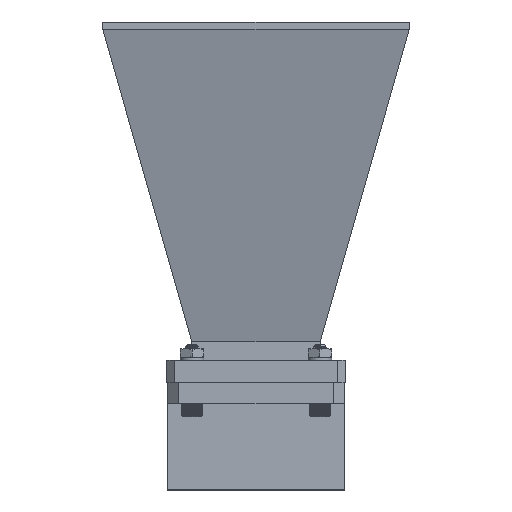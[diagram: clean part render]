
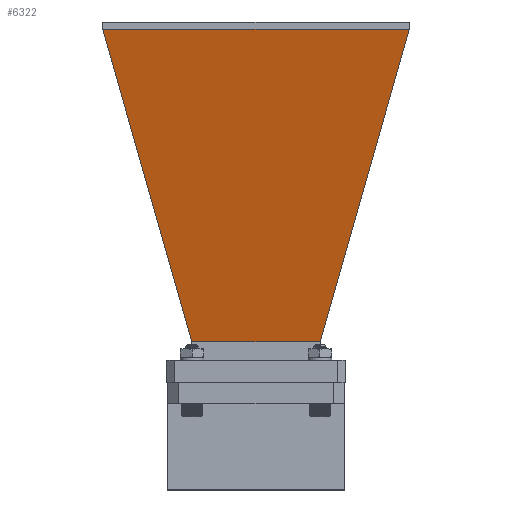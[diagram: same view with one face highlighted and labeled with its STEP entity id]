
A CAD part, front view. The second image highlights one B-rep face of the part: STEP entity #6322.
In plain terms, the highlighted face is planar.
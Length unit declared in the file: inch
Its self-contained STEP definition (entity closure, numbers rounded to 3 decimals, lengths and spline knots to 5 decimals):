
#793 = VECTOR ( 'NONE', #13529, 39.37008 ) ;
#893 = ORIENTED_EDGE ( 'NONE', *, *, #2752, .T. ) ;
#1341 = EDGE_CURVE ( 'NONE', #8728, #6005, #5891, .T. ) ;
#1633 = ORIENTED_EDGE ( 'NONE', *, *, #1341, .T. ) ;
#1909 = DIRECTION ( 'NONE',  ( 0., -1., 0. ) ) ;
#2752 = EDGE_CURVE ( 'NONE', #13154, #5543, #10531, .T. ) ;
#3359 = AXIS2_PLACEMENT_3D ( 'NONE', #7072, #5046, #8058 ) ;
#3799 = CARTESIAN_POINT ( 'NONE',  ( -0.36661, -0.67965, 1.9539 ) ) ;
#4004 = ORIENTED_EDGE ( 'NONE', *, *, #13289, .F. ) ;
#4913 = DIRECTION ( 'NONE',  ( 0., 1., 0. ) ) ;
#5046 = DIRECTION ( 'NONE',  ( -0.97, 0., -0.244 ) ) ;
#5338 = CARTESIAN_POINT ( 'NONE',  ( -1.19605, 1.6208, 5.25616 ) ) ;
#5543 = VERTEX_POINT ( 'NONE', #3799 ) ;
#5725 = VECTOR ( 'NONE', #11622, 39.37008 ) ;
#5891 = LINE ( 'NONE', #10172, #11390 ) ;
#6005 = VERTEX_POINT ( 'NONE', #5338 ) ;
#6096 = LINE ( 'NONE', #6933, #793 ) ;
#6322 = ADVANCED_FACE ( 'NONE', ( #9404 ), #10314, .T. ) ;
#6838 = CARTESIAN_POINT ( 'NONE',  ( -1.19605, -1.6208, 5.25616 ) ) ;
#6933 = CARTESIAN_POINT ( 'NONE',  ( -0.36661, 0.67965, 1.9539 ) ) ;
#7051 = ORIENTED_EDGE ( 'NONE', *, *, #13186, .F. ) ;
#7072 = CARTESIAN_POINT ( 'NONE',  ( -0.78578, 0., 3.62274 ) ) ;
#7543 = VECTOR ( 'NONE', #1909, 39.37008 ) ;
#8058 = DIRECTION ( 'NONE',  ( -0.244, 0., 0.97 ) ) ;
#8728 = VERTEX_POINT ( 'NONE', #6838 ) ;
#9404 = FACE_OUTER_BOUND ( 'NONE', #13486, .T. ) ;
#10172 = CARTESIAN_POINT ( 'NONE',  ( -1.19605, 0., 5.25616 ) ) ;
#10314 = PLANE ( 'NONE',  #3359 ) ;
#10394 = CARTESIAN_POINT ( 'NONE',  ( -0.36661, 0., 1.9539 ) ) ;
#10443 = CARTESIAN_POINT ( 'NONE',  ( -1.19605, -1.6208, 5.25616 ) ) ;
#10531 = LINE ( 'NONE', #10394, #7543 ) ;
#11390 = VECTOR ( 'NONE', #4913, 39.37008 ) ;
#11622 = DIRECTION ( 'NONE',  ( 0.235, 0.266, -0.935 ) ) ;
#12261 = CARTESIAN_POINT ( 'NONE',  ( -0.36661, 0.67965, 1.9539 ) ) ;
#12748 = LINE ( 'NONE', #10443, #5725 ) ;
#13154 = VERTEX_POINT ( 'NONE', #12261 ) ;
#13186 = EDGE_CURVE ( 'NONE', #13154, #6005, #6096, .T. ) ;
#13289 = EDGE_CURVE ( 'NONE', #8728, #5543, #12748, .T. ) ;
#13486 = EDGE_LOOP ( 'NONE', ( #893, #4004, #1633, #7051 ) ) ;
#13529 = DIRECTION ( 'NONE',  ( -0.235, 0.266, 0.935 ) ) ;
